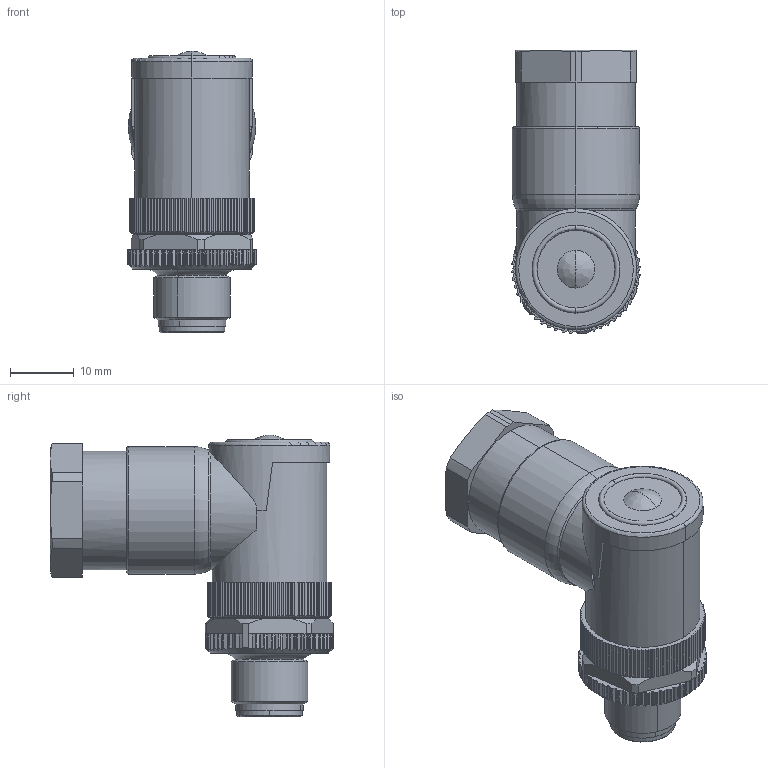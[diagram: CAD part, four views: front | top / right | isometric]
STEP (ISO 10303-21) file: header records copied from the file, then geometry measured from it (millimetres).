
FILE_DESCRIPTION(('CATIA V5 STEP Exchange','CAx-IF Rec.Pracs.--- Model Styling and Organization---1.4--- 2014-01-23'),'2;1');
FILE_NAME ('013886-2_0', '2022-04-20T05:01:26+00:00', ('none'), ('Weidmueller'), 'CATIA Version 5-6 Release 2016 SP3 HF44', 'CATIA V5 STEP AP214', 'none');
FILE_SCHEMA(('AUTOMOTIVE_DESIGN { 1 0 10303 214 1 1 1 1 }'));
Length unit declared in the file: millimetre
Products named in the file (1): 1467660000
Bounding box: 20.19 x 44.49 x 44.2 mm (x, y, z)
Volume: 17124.1 mm3; surface area: 6816.7 mm2
Topology: 6 solids, 6 shells, 773 faces, 2212 edges, 1453 vertices
Faces by surface type: plane 378, cylinder 331, cone 32, sphere 16, torus 14, bspline 2
Entity records: 26846 total; most frequent: CARTESIAN_POINT 8222, ORIENTED_EDGE 4392, DIRECTION 2988, EDGE_CURVE 2196, VERTEX_POINT 1453, AXIS2_PLACEMENT_3D 1185, VECTOR 1048, LINE 1048
